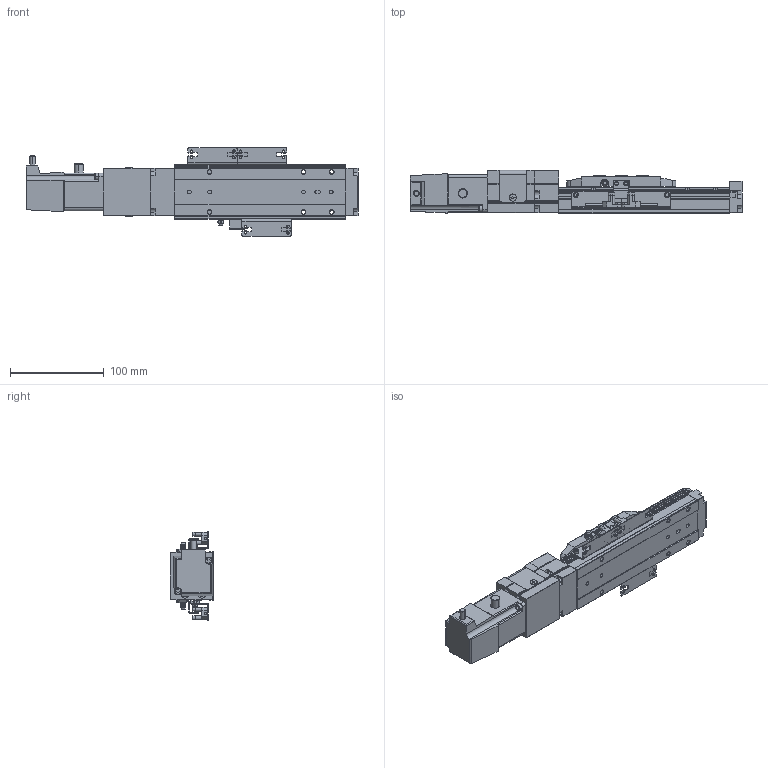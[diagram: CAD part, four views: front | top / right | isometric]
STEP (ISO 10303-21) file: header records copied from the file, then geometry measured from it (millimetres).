
FILE_DESCRIPTION (( 'STEP AP214' ), '1' );
FILE_NAME ('MLU52BC-10XLD-0050-XXXX.STEP', '2025-02-28T15:12:14', ( '' ), ( '' ), 'SwSTEP 2.0', 'SolidWorks 2022', '' );
FILE_SCHEMA (( 'AUTOMOTIVE_DESIGN' ));
Length unit declared in the file: millimetre
Products named in the file (12): FANG STICKER; ML52-MOTOR; ML52-BODY2; ML52-TAB1; ML52-FANGTOOTH; ML52-CARRIAGE; ML52-SENSOR1; ML52-BODY1; ML52-SENSORPLATE; ML52-MOTOR2; MLU52BC-10XLD-0050-XXXX; ML52-BODY0
Assembly tree (16 placements, depth 2):
  MLU52BC-10XLD-0050-XXXX
    ML52-BODY0
    ML52-BODY1
    ML52-BODY2
    ML52-MOTOR
    ML52-MOTOR2
    ML52-FANGTOOTH
    ML52-CARRIAGE
    ML52-TAB1  x2
    ML52-SENSORPLATE  x3
    ML52-SENSOR1  x3
    FANG STICKER
Bounding box: 353.4 x 46 x 94 mm (x, y, z)
Volume: 574762.7 mm3; surface area: 137938.7 mm2
Topology: 16 solids, 16 shells, 1550 faces, 4142 edges, 2729 vertices
Faces by surface type: plane 862, cylinder 588, cone 50, torus 50
Entity records: 41286 total; most frequent: CARTESIAN_POINT 8507, ORIENTED_EDGE 6748, DIRECTION 6721, EDGE_CURVE 3374, AXIS2_PLACEMENT_3D 2241, LINE 2239, VECTOR 2239, VERTEX_POINT 2225
